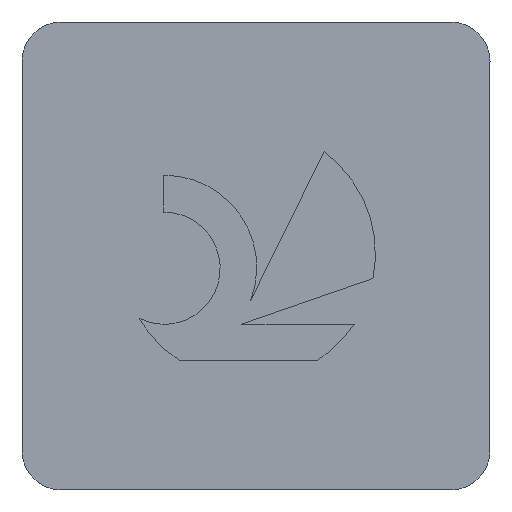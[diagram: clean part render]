
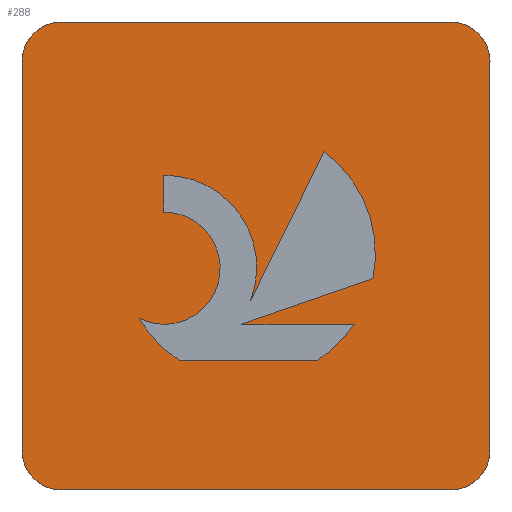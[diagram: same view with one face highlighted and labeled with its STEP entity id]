
A CAD part, top view. The second image highlights one B-rep face of the part: STEP entity #288.
In plain terms, the highlighted planar face has unit normal (0, 0, 1).
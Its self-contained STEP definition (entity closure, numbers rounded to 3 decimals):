
#150=VERTEX_POINT('',#418);
#154=VERTEX_POINT('',#422);
#162=EDGE_CURVE('',#246,#254,#430,.T.);
#176=EDGE_CURVE('',#336,#246,#446,.T.);
#182=VERTEX_POINT('',#453);
#184=EDGE_CURVE('',#344,#336,#455,.T.);
#190=EDGE_CURVE('',#334,#294,#461,.T.);
#198=EDGE_CURVE('',#254,#390,#470,.T.);
#200=VERTEX_POINT('',#472);
#204=EDGE_CURVE('',#284,#260,#476,.T.);
#206=VERTEX_POINT('',#478);
#208=EDGE_CURVE('',#322,#222,#480,.T.);
#222=VERTEX_POINT('',#495);
#242=EDGE_CURVE('',#154,#322,#519,.T.);
#246=VERTEX_POINT('',#523);
#250=EDGE_CURVE('',#206,#154,#527,.T.);
#252=EDGE_CURVE('',#294,#344,#529,.T.);
#254=VERTEX_POINT('',#531);
#256=EDGE_CURVE('',#182,#200,#533,.T.);
#260=VERTEX_POINT('',#537);
#262=EDGE_CURVE('',#150,#206,#539,.T.);
#268=EDGE_CURVE('',#390,#276,#545,.T.);
#276=VERTEX_POINT('',#555);
#284=VERTEX_POINT('',#564);
#286=VERTEX_POINT('',#566);
#288=ADVANCED_FACE('',(#568,#569),#570,.T.);
#292=EDGE_CURVE('',#200,#334,#574,.T.);
#294=VERTEX_POINT('',#576);
#296=EDGE_CURVE('',#286,#150,#578,.T.);
#320=EDGE_CURVE('',#222,#284,#606,.T.);
#322=VERTEX_POINT('',#608);
#334=VERTEX_POINT('',#621);
#336=VERTEX_POINT('',#623);
#344=VERTEX_POINT('',#633);
#356=EDGE_CURVE('',#276,#396,#646,.T.);
#378=EDGE_CURVE('',#396,#182,#670,.T.);
#390=VERTEX_POINT('',#684);
#392=EDGE_CURVE('',#260,#286,#686,.T.);
#396=VERTEX_POINT('',#691);
#418=CARTESIAN_POINT('',(8.72,9.52,0.0));
#422=CARTESIAN_POINT('',(0.,8.72,0.0));
#430=LINE('',#718,#719);
#446=CIRCLE('',#740,2.584);
#453=CARTESIAN_POINT('',(2.38,3.492,0.0));
#455=LINE('',#752,#753);
#461=LINE('',#762,#763);
#470=LINE('',#775,#776);
#472=CARTESIAN_POINT('',(3.401,5.532,0.0));
#476=CIRCLE('',#785,0.8);
#478=CARTESIAN_POINT('',(0.8,9.52,0.0));
#480=CIRCLE('',#790,0.8);
#495=CARTESIAN_POINT('',(0.8,0.0,0.0));
#519=LINE('',#846,#847);
#523=CARTESIAN_POINT('',(7.14,4.3,0.0));
#527=CIRCLE('',#858,0.8);
#529=CIRCLE('',#861,1.877);
#531=CARTESIAN_POINT('',(4.474,3.374,0.0));
#533=CIRCLE('',#866,1.141);
#537=CARTESIAN_POINT('',(9.52,0.8,0.0));
#539=LINE('',#875,#876);
#545=CIRCLE('',#885,2.584);
#555=CARTESIAN_POINT('',(6.014,2.638,0.0));
#564=CARTESIAN_POINT('',(8.72,0.0,0.0));
#566=CARTESIAN_POINT('',(9.52,8.72,0.0));
#568=FACE_BOUND('',#913,.T.);
#569=FACE_OUTER_BOUND('',#914,.T.);
#570=PLANE('',#915);
#574=CIRCLE('',#922,1.141);
#576=CARTESIAN_POINT('',(2.883,6.402,0.0));
#578=CIRCLE('',#927,0.8);
#606=LINE('',#961,#962);
#608=CARTESIAN_POINT('',(0.0,0.8,0.0));
#621=CARTESIAN_POINT('',(2.883,5.652,0.0));
#623=CARTESIAN_POINT('',(6.144,6.881,0.0));
#633=CARTESIAN_POINT('',(4.649,3.851,0.0));
#646=LINE('',#1012,#1013);
#670=CIRCLE('',#1052,2.584);
#684=CARTESIAN_POINT('',(6.757,3.374,0.0));
#686=LINE('',#1071,#1072);
#691=CARTESIAN_POINT('',(3.197,2.638,0.0));
#718=CARTESIAN_POINT('',(4.817,3.493,0.0));
#719=VECTOR('',#1088,1.0);
#740=AXIS2_PLACEMENT_3D('',#1106,#1107,#1108);
#752=CARTESIAN_POINT('',(5.588,5.754,0.0));
#753=VECTOR('',#1118,1.0);
#762=CARTESIAN_POINT('',(2.883,5.581,0.0));
#763=VECTOR('',#1125,1.0);
#775=CARTESIAN_POINT('',(5.759,3.374,0.0));
#776=VECTOR('',#1135,1.0);
#785=AXIS2_PLACEMENT_3D('',#1137,#1138,#1139);
#790=AXIS2_PLACEMENT_3D('',#1140,#1141,#1142);
#846=CARTESIAN_POINT('',(0.0,8.72,0.0));
#847=VECTOR('',#1203,1.0);
#858=AXIS2_PLACEMENT_3D('',#1205,#1206,#1207);
#861=AXIS2_PLACEMENT_3D('',#1208,#1209,#1210);
#866=AXIS2_PLACEMENT_3D('',#1211,#1212,#1213);
#875=CARTESIAN_POINT('',(8.72,9.52,0.0));
#876=VECTOR('',#1215,1.0);
#885=AXIS2_PLACEMENT_3D('',#1217,#1218,#1219);
#913=EDGE_LOOP('',(#1250,#1251,#1252,#1253,#1254,#1255,#1256,#1257,#1258,#1259,#1260));
#914=EDGE_LOOP('',(#1261,#1262,#1263,#1264,#1265,#1266,#1267,#1268));
#915=AXIS2_PLACEMENT_3D('',#1269,#1270,#1271);
#922=AXIS2_PLACEMENT_3D('',#1273,#1274,#1275);
#927=AXIS2_PLACEMENT_3D('',#1276,#1277,#1278);
#961=CARTESIAN_POINT('',(0.8,0.0,0.0));
#962=VECTOR('',#1314,1.0);
#1012=CARTESIAN_POINT('',(3.979,2.638,0.0));
#1013=VECTOR('',#1354,1.0);
#1052=AXIS2_PLACEMENT_3D('',#1377,#1378,#1379);
#1071=CARTESIAN_POINT('',(9.52,0.8,0.0));
#1072=VECTOR('',#1396,1.0);
#1088=DIRECTION('',(-0.945,-0.328,0.0));
#1106=CARTESIAN_POINT('',(4.605,4.805,0.0));
#1107=DIRECTION('',(0.0,-0.0,-1.0));
#1108=DIRECTION('',(0.981,-0.196,0.0));
#1118=DIRECTION('',(0.442,0.897,-0.0));
#1125=DIRECTION('',(0.0,1.0,0.0));
#1135=DIRECTION('',(1.0,0.0,0.0));
#1137=CARTESIAN_POINT('',(8.72,0.8,0.0));
#1138=DIRECTION('',(0.0,0.0,1.0));
#1139=DIRECTION('',(0.,-1.0,0.0));
#1140=CARTESIAN_POINT('',(0.8,0.8,0.0));
#1141=DIRECTION('',(0.0,0.0,1.0));
#1142=DIRECTION('',(-1.0,0.,0.0));
#1203=DIRECTION('',(0.0,-1.0,0.0));
#1205=CARTESIAN_POINT('',(0.8,8.72,0.0));
#1206=DIRECTION('',(0.0,0.0,1.0));
#1207=DIRECTION('',(0.,1.0,0.0));
#1208=CARTESIAN_POINT('',(2.898,4.525,0.0));
#1209=DIRECTION('',(0.0,-0.0,-1.0));
#1210=DIRECTION('',(0.933,-0.359,0.0));
#1211=CARTESIAN_POINT('',(2.89,4.512,0.0));
#1212=DIRECTION('',(0.0,0.0,1.0));
#1213=DIRECTION('',(-0.447,-0.894,0.0));
#1215=DIRECTION('',(-1.0,0.0,0.0));
#1217=CARTESIAN_POINT('',(4.605,4.805,0.0));
#1218=DIRECTION('',(0.0,-0.0,-1.0));
#1219=DIRECTION('',(0.545,-0.838,0.0));
#1250=ORIENTED_EDGE('',*,*,#190,.T.);
#1251=ORIENTED_EDGE('',*,*,#252,.T.);
#1252=ORIENTED_EDGE('',*,*,#184,.T.);
#1253=ORIENTED_EDGE('',*,*,#176,.T.);
#1254=ORIENTED_EDGE('',*,*,#162,.T.);
#1255=ORIENTED_EDGE('',*,*,#198,.T.);
#1256=ORIENTED_EDGE('',*,*,#268,.T.);
#1257=ORIENTED_EDGE('',*,*,#356,.T.);
#1258=ORIENTED_EDGE('',*,*,#378,.T.);
#1259=ORIENTED_EDGE('',*,*,#256,.T.);
#1260=ORIENTED_EDGE('',*,*,#292,.T.);
#1261=ORIENTED_EDGE('',*,*,#320,.T.);
#1262=ORIENTED_EDGE('',*,*,#204,.T.);
#1263=ORIENTED_EDGE('',*,*,#392,.T.);
#1264=ORIENTED_EDGE('',*,*,#296,.T.);
#1265=ORIENTED_EDGE('',*,*,#262,.T.);
#1266=ORIENTED_EDGE('',*,*,#250,.T.);
#1267=ORIENTED_EDGE('',*,*,#242,.T.);
#1268=ORIENTED_EDGE('',*,*,#208,.T.);
#1269=CARTESIAN_POINT('',(4.76,4.76,0.0));
#1270=DIRECTION('',(0.0,0.0,1.0));
#1271=DIRECTION('',(1.0,0.0,0.0));
#1273=CARTESIAN_POINT('',(2.89,4.512,0.0));
#1274=DIRECTION('',(0.0,0.0,1.0));
#1275=DIRECTION('',(-0.447,-0.894,0.0));
#1276=CARTESIAN_POINT('',(8.72,8.72,0.0));
#1277=DIRECTION('',(0.0,-0.0,1.0));
#1278=DIRECTION('',(1.0,0.,0.0));
#1314=DIRECTION('',(1.0,0.0,0.0));
#1354=DIRECTION('',(-1.0,0.0,0.0));
#1377=CARTESIAN_POINT('',(4.605,4.805,0.0));
#1378=DIRECTION('',(-0.0,0.0,-1.0));
#1379=DIRECTION('',(-0.861,-0.508,0.0));
#1396=DIRECTION('',(0.0,1.0,0.0));
